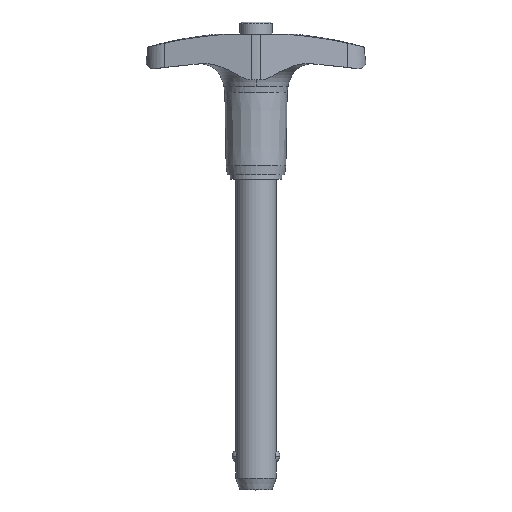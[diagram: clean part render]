
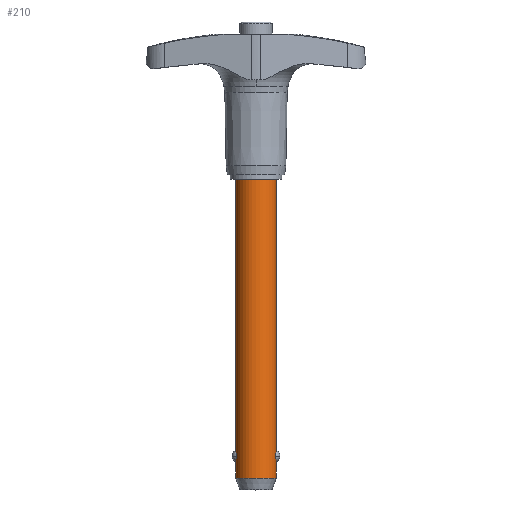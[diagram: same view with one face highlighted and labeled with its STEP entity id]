
A CAD part, top view. The second image highlights one B-rep face of the part: STEP entity #210.
In plain terms, the highlighted cylindrical face has radius 4.763 mm (diameter 9.525 mm), a partial arc.
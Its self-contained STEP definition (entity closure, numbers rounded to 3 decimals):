
#210=ADVANCED_FACE('',(#435),#436,.T.);
#435=FACE_OUTER_BOUND('',#670,.T.);
#436=CYLINDRICAL_SURFACE('',#671,4.763);
#670=EDGE_LOOP('',(#1283,#1284,#1285,#1286,#1287,#1288,#1289,#1290,#1291,#1292));
#671=AXIS2_PLACEMENT_3D('',#1293,#1294,#1295);
#1283=ORIENTED_EDGE('',*,*,#1593,.T.);
#1284=ORIENTED_EDGE('',*,*,#1637,.T.);
#1285=ORIENTED_EDGE('',*,*,#1496,.T.);
#1286=ORIENTED_EDGE('',*,*,#1597,.T.);
#1287=ORIENTED_EDGE('',*,*,#1702,.F.);
#1288=ORIENTED_EDGE('',*,*,#1595,.T.);
#1289=ORIENTED_EDGE('',*,*,#1512,.T.);
#1290=ORIENTED_EDGE('',*,*,#1505,.T.);
#1291=ORIENTED_EDGE('',*,*,#1594,.T.);
#1292=ORIENTED_EDGE('',*,*,#1516,.T.);
#1293=CARTESIAN_POINT('',(0.0,-36.386,0.0));
#1294=DIRECTION('',(-0.0,1.0,0.0));
#1295=DIRECTION('',(1.0,0.0,0.0));
#1496=EDGE_CURVE('',#1821,#1823,#1825,.T.);
#1505=EDGE_CURVE('',#1836,#1839,#1841,.T.);
#1512=EDGE_CURVE('',#1852,#1836,#1853,.T.);
#1516=EDGE_CURVE('',#1859,#1857,#1860,.T.);
#1593=EDGE_CURVE('',#1857,#1979,#1980,.T.);
#1594=EDGE_CURVE('',#1839,#1859,#1981,.T.);
#1595=EDGE_CURVE('',#1982,#1852,#1983,.T.);
#1597=EDGE_CURVE('',#1823,#1984,#1986,.T.);
#1637=EDGE_CURVE('',#1979,#1821,#2042,.T.);
#1702=EDGE_CURVE('',#1982,#1984,#2122,.T.);
#1821=VERTEX_POINT('',#2647);
#1823=VERTEX_POINT('',#2649);
#1825=B_SPLINE_CURVE_WITH_KNOTS('',3,(#2664,#2665,#2666,#2667,#2668,#2669,#2670,#2671,#2672,#2673,#2674,#2675,#2676,#2677),.UNSPECIFIED.,.F.,.F.,(4,2,2,2,2,2,4),(4.167,4.628,5.089,5.305,5.522,5.886,6.25),.UNSPECIFIED.);
#1836=VERTEX_POINT('',#2688);
#1839=VERTEX_POINT('',#2691);
#1841=B_SPLINE_CURVE_WITH_KNOTS('',3,(#2706,#2707,#2708,#2709,#2710,#2711,#2712,#2713,#2714,#2715,#2716,#2717,#2718,#2719),.UNSPECIFIED.,.F.,.F.,(4,2,2,2,2,2,4),(0.0,0.461,0.922,1.139,1.355,1.719,2.083),.UNSPECIFIED.);
#1852=VERTEX_POINT('',#2732);
#1853=B_SPLINE_CURVE_WITH_KNOTS('',3,(#2733,#2734,#2735,#2736,#2737,#2738,#2739,#2740,#2741,#2742,#2743,#2744,#2745,#2746),.UNSPECIFIED.,.F.,.F.,(4,2,2,2,2,2,4),(6.25,6.614,6.978,7.194,7.411,7.872,8.333),.UNSPECIFIED.);
#1857=VERTEX_POINT('',#2763);
#1859=VERTEX_POINT('',#2766);
#1860=CIRCLE('',#2767,4.763);
#1979=VERTEX_POINT('',#3191);
#1980=LINE('',#3192,#3193);
#1981=LINE('',#3194,#3195);
#1982=VERTEX_POINT('',#3196);
#1983=LINE('',#3197,#3198);
#1984=VERTEX_POINT('',#3199);
#1986=LINE('',#3201,#3202);
#2042=B_SPLINE_CURVE_WITH_KNOTS('',3,(#3513,#3514,#3515,#3516,#3517,#3518,#3519,#3520,#3521,#3522,#3523,#3524,#3525,#3526),.UNSPECIFIED.,.F.,.F.,(4,2,2,2,2,2,4),(2.083,2.447,2.811,3.028,3.245,3.706,4.167),.UNSPECIFIED.);
#2122=CIRCLE('',#3878,4.763);
#2647=CARTESIAN_POINT('',(4.543,-64.84,1.429));
#2649=CARTESIAN_POINT('',(4.763,-63.5,0.));
#2664=CARTESIAN_POINT('',(4.543,-64.84,1.429));
#2665=CARTESIAN_POINT('',(4.543,-64.686,1.429));
#2666=CARTESIAN_POINT('',(4.552,-64.522,1.4));
#2667=CARTESIAN_POINT('',(4.587,-64.219,1.282));
#2668=CARTESIAN_POINT('',(4.612,-64.08,1.192));
#2669=CARTESIAN_POINT('',(4.647,-63.915,1.042));
#2670=CARTESIAN_POINT('',(4.66,-63.861,0.985));
#2671=CARTESIAN_POINT('',(4.684,-63.764,0.863));
#2672=CARTESIAN_POINT('',(4.696,-63.722,0.797));
#2673=CARTESIAN_POINT('',(4.722,-63.629,0.629));
#2674=CARTESIAN_POINT('',(4.737,-63.579,0.507));
#2675=CARTESIAN_POINT('',(4.757,-63.515,0.253));
#2676=CARTESIAN_POINT('',(4.763,-63.5,0.121));
#2677=CARTESIAN_POINT('',(4.763,-63.5,0.));
#2688=CARTESIAN_POINT('',(-4.543,-64.84,1.429));
#2691=CARTESIAN_POINT('',(-4.763,-66.18,0.));
#2706=CARTESIAN_POINT('',(-4.543,-64.84,1.429));
#2707=CARTESIAN_POINT('',(-4.543,-64.993,1.429));
#2708=CARTESIAN_POINT('',(-4.552,-65.157,1.4));
#2709=CARTESIAN_POINT('',(-4.587,-65.46,1.282));
#2710=CARTESIAN_POINT('',(-4.612,-65.6,1.192));
#2711=CARTESIAN_POINT('',(-4.647,-65.765,1.042));
#2712=CARTESIAN_POINT('',(-4.66,-65.819,0.985));
#2713=CARTESIAN_POINT('',(-4.684,-65.915,0.863));
#2714=CARTESIAN_POINT('',(-4.696,-65.958,0.797));
#2715=CARTESIAN_POINT('',(-4.722,-66.051,0.629));
#2716=CARTESIAN_POINT('',(-4.737,-66.1,0.507));
#2717=CARTESIAN_POINT('',(-4.757,-66.165,0.253));
#2718=CARTESIAN_POINT('',(-4.763,-66.18,0.121));
#2719=CARTESIAN_POINT('',(-4.763,-66.18,0.));
#2732=CARTESIAN_POINT('',(-4.763,-63.5,0.));
#2733=CARTESIAN_POINT('',(-4.763,-63.5,0.));
#2734=CARTESIAN_POINT('',(-4.763,-63.5,0.121));
#2735=CARTESIAN_POINT('',(-4.757,-63.515,0.253));
#2736=CARTESIAN_POINT('',(-4.737,-63.579,0.507));
#2737=CARTESIAN_POINT('',(-4.722,-63.629,0.629));
#2738=CARTESIAN_POINT('',(-4.696,-63.722,0.797));
#2739=CARTESIAN_POINT('',(-4.684,-63.764,0.863));
#2740=CARTESIAN_POINT('',(-4.66,-63.861,0.985));
#2741=CARTESIAN_POINT('',(-4.647,-63.915,1.042));
#2742=CARTESIAN_POINT('',(-4.612,-64.08,1.192));
#2743=CARTESIAN_POINT('',(-4.587,-64.219,1.282));
#2744=CARTESIAN_POINT('',(-4.552,-64.522,1.4));
#2745=CARTESIAN_POINT('',(-4.543,-64.686,1.429));
#2746=CARTESIAN_POINT('',(-4.543,-64.84,1.429));
#2763=CARTESIAN_POINT('',(4.763,-69.99,0.0));
#2766=CARTESIAN_POINT('',(-4.763,-69.99,0.));
#2767=AXIS2_PLACEMENT_3D('',#3979,#3980,#3981);
#3191=CARTESIAN_POINT('',(4.763,-66.18,0.));
#3192=CARTESIAN_POINT('',(4.763,-36.386,0.));
#3193=VECTOR('',#4080,1.0);
#3194=CARTESIAN_POINT('',(-4.763,-36.386,0.));
#3195=VECTOR('',#4081,1.0);
#3196=CARTESIAN_POINT('',(-4.763,0.0,0.));
#3197=CARTESIAN_POINT('',(-4.763,-36.386,0.));
#3198=VECTOR('',#4082,1.0);
#3199=CARTESIAN_POINT('',(4.763,0.0,0.0));
#3201=CARTESIAN_POINT('',(4.763,-36.386,0.));
#3202=VECTOR('',#4086,1.0);
#3513=CARTESIAN_POINT('',(4.763,-66.18,0.0));
#3514=CARTESIAN_POINT('',(4.763,-66.18,0.121));
#3515=CARTESIAN_POINT('',(4.757,-66.165,0.253));
#3516=CARTESIAN_POINT('',(4.737,-66.1,0.507));
#3517=CARTESIAN_POINT('',(4.722,-66.051,0.629));
#3518=CARTESIAN_POINT('',(4.696,-65.958,0.797));
#3519=CARTESIAN_POINT('',(4.684,-65.915,0.863));
#3520=CARTESIAN_POINT('',(4.66,-65.819,0.985));
#3521=CARTESIAN_POINT('',(4.647,-65.765,1.042));
#3522=CARTESIAN_POINT('',(4.612,-65.6,1.192));
#3523=CARTESIAN_POINT('',(4.587,-65.46,1.282));
#3524=CARTESIAN_POINT('',(4.552,-65.157,1.4));
#3525=CARTESIAN_POINT('',(4.543,-64.993,1.429));
#3526=CARTESIAN_POINT('',(4.543,-64.84,1.429));
#3878=AXIS2_PLACEMENT_3D('',#4181,#4182,#4183);
#3979=CARTESIAN_POINT('',(0.0,-69.99,0.0));
#3980=DIRECTION('',(0.,1.0,0.0));
#3981=DIRECTION('',(1.0,0.,0.0));
#4080=DIRECTION('',(0.0,1.0,0.0));
#4081=DIRECTION('',(-0.0,-1.0,-0.0));
#4082=DIRECTION('',(-0.0,-1.0,-0.0));
#4086=DIRECTION('',(0.0,1.0,0.0));
#4181=CARTESIAN_POINT('',(0.0,0.0,0.0));
#4182=DIRECTION('',(-0.0,1.0,0.0));
#4183=DIRECTION('',(1.0,0.0,0.0));
